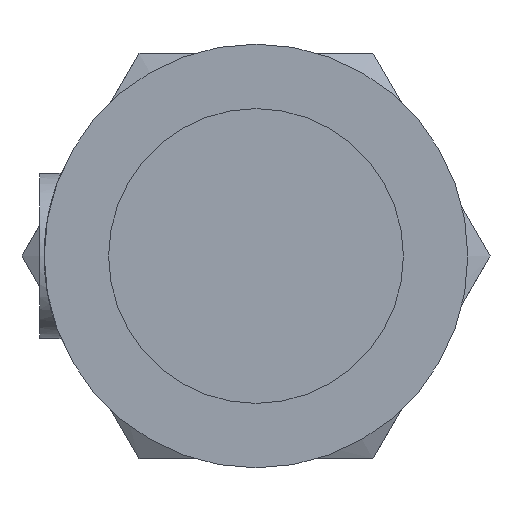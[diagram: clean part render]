
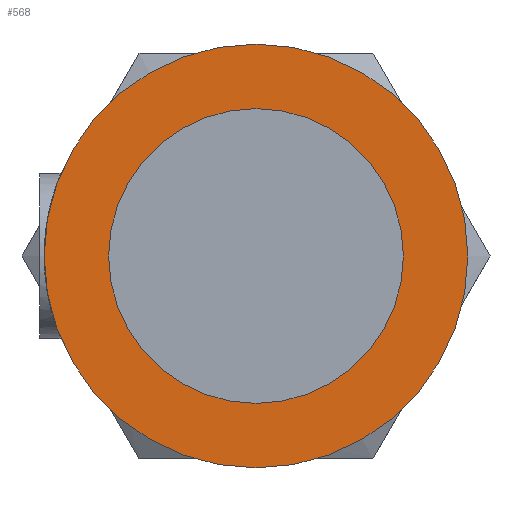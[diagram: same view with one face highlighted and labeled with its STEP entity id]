
A CAD part, front view. The second image highlights one B-rep face of the part: STEP entity #568.
In plain terms, the highlighted planar face has unit normal (0, -1, 0).
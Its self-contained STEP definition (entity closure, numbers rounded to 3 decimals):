
#534=CARTESIAN_POINT('',(-8.,2.,0.0));
#535=VERTEX_POINT('',#534);
#536=CARTESIAN_POINT('',(0.0,2.,0.0));
#537=DIRECTION('',(0.0,1.0,0.0));
#538=DIRECTION('',(-1.0,0.0,0.0));
#539=AXIS2_PLACEMENT_3D('',#536,#537,#538);
#540=CIRCLE('',#539,8.);
#541=EDGE_CURVE('',#535,#535,#540,.T.);
#549=CARTESIAN_POINT('',(-9.75,2.,0.0));
#550=DIRECTION('',(0.0,-1.0,0.0));
#551=DIRECTION('',(0.0,0.0,-1.0));
#552=AXIS2_PLACEMENT_3D('',#549,#550,#551);
#553=PLANE('',#552);
#554=CARTESIAN_POINT('',(-11.5,2.,0.0));
#555=VERTEX_POINT('',#554);
#556=CARTESIAN_POINT('',(0.0,2.,0.0));
#557=DIRECTION('',(0.0,1.0,0.0));
#558=DIRECTION('',(-1.0,0.0,0.0));
#559=AXIS2_PLACEMENT_3D('',#556,#557,#558);
#560=CIRCLE('',#559,11.5);
#561=EDGE_CURVE('',#555,#555,#560,.T.);
#562=ORIENTED_EDGE('',*,*,#561,.F.);
#563=EDGE_LOOP('',(#562));
#564=FACE_OUTER_BOUND('',#563,.T.);
#565=ORIENTED_EDGE('',*,*,#541,.T.);
#566=EDGE_LOOP('',(#565));
#567=FACE_BOUND('',#566,.T.);
#568=ADVANCED_FACE('',(#564,#567),#553,.T.);
